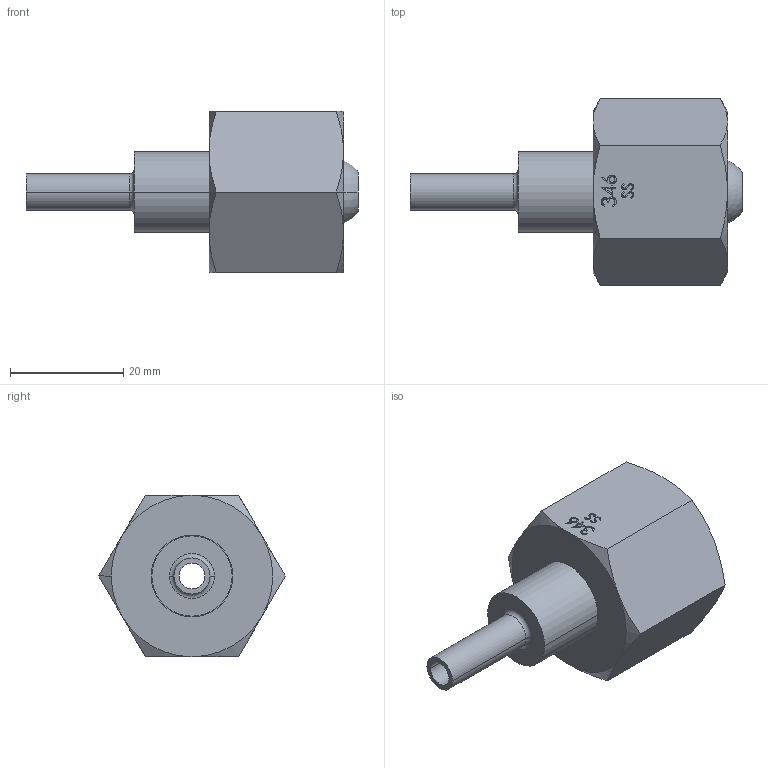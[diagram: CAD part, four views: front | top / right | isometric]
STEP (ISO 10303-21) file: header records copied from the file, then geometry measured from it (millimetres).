
FILE_DESCRIPTION (( 'STEP AP203' ), '1' );
FILE_NAME ('INL-346SS-4TS-P1.STEP', '2024-11-15T13:39:08', ( '' ), ( '' ), 'SwSTEP 2.0', 'SolidWorks 2018', '' );
FILE_SCHEMA (( 'CONFIG_CONTROL_DESIGN' ));
Length unit declared in the file: inch
Products named in the file (3): PRT-002552; INL-346SS-4TS-P1; PRT-001029
Assembly tree (2 placements, depth 2):
  INL-346SS-4TS-P1
    PRT-002552
    PRT-001029
Bounding box: 58.75 x 33 x 28.57 mm (x, y, z)
Volume: 16020.7 mm3; surface area: 8614.7 mm2
Topology: 2 solids, 2 shells, 175 faces, 645 edges, 483 vertices
Faces by surface type: bspline 56, plane 51, cylinder 33, cone 25, torus 8, sphere 2
Entity records: 14358 total; most frequent: CARTESIAN_POINT 9288, ORIENTED_EDGE 1282, EDGE_CURVE 641, DIRECTION 600, VERTEX_POINT 481, B_SPLINE_CURVE_WITH_KNOTS 373, AXIS2_PLACEMENT_3D 208, EDGE_LOOP 190
